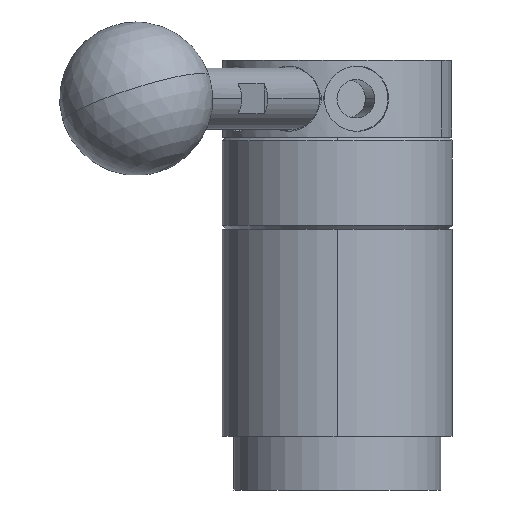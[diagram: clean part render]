
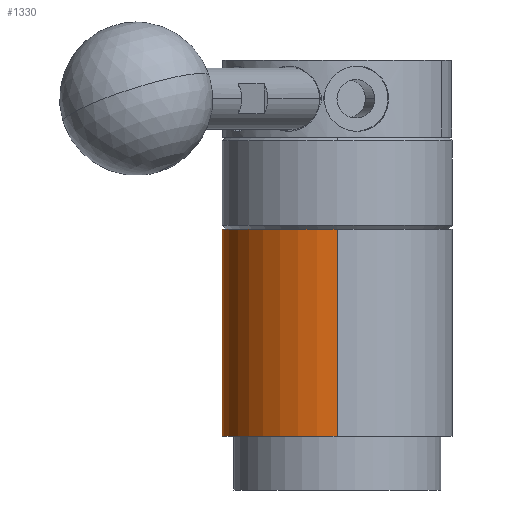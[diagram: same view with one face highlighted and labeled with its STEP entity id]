
A CAD part, left-side view. The second image highlights one B-rep face of the part: STEP entity #1330.
In plain terms, the highlighted cylindrical face has radius 15 mm (diameter 30 mm), a partial arc.
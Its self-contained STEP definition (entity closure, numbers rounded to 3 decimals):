
#130 = DIRECTION ( 'NONE',  ( 1., 0., 0. ) ) ;
#149 = CARTESIAN_POINT ( 'NONE',  ( -15., 0., 27. ) ) ;
#174 = DIRECTION ( 'NONE',  ( 0., 0., 1. ) ) ;
#303 = ORIENTED_EDGE ( 'NONE', *, *, #673, .F. ) ;
#362 = ORIENTED_EDGE ( 'NONE', *, *, #2276, .T. ) ;
#468 = CIRCLE ( 'NONE', #3774, 15. ) ;
#673 = EDGE_CURVE ( 'NONE', #3771, #3997, #3093, .T. ) ;
#740 = AXIS2_PLACEMENT_3D ( 'NONE', #2387, #174, #130 ) ;
#986 = VERTEX_POINT ( 'NONE', #2970 ) ;
#1010 = AXIS2_PLACEMENT_3D ( 'NONE', #1334, #1629, #2307 ) ;
#1330 = ADVANCED_FACE ( 'NONE', ( #2663 ), #1373, .T. ) ;
#1334 = CARTESIAN_POINT ( 'NONE',  ( 0., 0., 27. ) ) ;
#1373 = CYLINDRICAL_SURFACE ( 'NONE', #1010, 15. ) ;
#1430 = DIRECTION ( 'NONE',  ( 0., 0., 1. ) ) ;
#1577 = ORIENTED_EDGE ( 'NONE', *, *, #3528, .F. ) ;
#1629 = DIRECTION ( 'NONE',  ( 0., 0., 1. ) ) ;
#1737 = LINE ( 'NONE', #149, #3645 ) ;
#1878 = CARTESIAN_POINT ( 'NONE',  ( 0., 0., 0. ) ) ;
#1887 = CIRCLE ( 'NONE', #740, 15. ) ;
#2072 = CARTESIAN_POINT ( 'NONE',  ( 15., 0., 27. ) ) ;
#2202 = DIRECTION ( 'NONE',  ( 0., 0., 1. ) ) ;
#2243 = DIRECTION ( 'NONE',  ( 1., 0., 0. ) ) ;
#2276 = EDGE_CURVE ( 'NONE', #3771, #986, #468, .T. ) ;
#2307 = DIRECTION ( 'NONE',  ( 1., 0., 0. ) ) ;
#2387 = CARTESIAN_POINT ( 'NONE',  ( 0., 0., 27. ) ) ;
#2625 = VECTOR ( 'NONE', #2777, 1000. ) ;
#2663 = FACE_OUTER_BOUND ( 'NONE', #2822, .T. ) ;
#2777 = DIRECTION ( 'NONE',  ( 0., 0., 1. ) ) ;
#2790 = VERTEX_POINT ( 'NONE', #3137 ) ;
#2822 = EDGE_LOOP ( 'NONE', ( #362, #4101, #1577, #303 ) ) ;
#2970 = CARTESIAN_POINT ( 'NONE',  ( -15., 0., 0. ) ) ;
#3093 = LINE ( 'NONE', #3747, #2625 ) ;
#3137 = CARTESIAN_POINT ( 'NONE',  ( -15., 0., 27. ) ) ;
#3219 = EDGE_CURVE ( 'NONE', #986, #2790, #1737, .T. ) ;
#3492 = CARTESIAN_POINT ( 'NONE',  ( 15., 0., 0. ) ) ;
#3528 = EDGE_CURVE ( 'NONE', #3997, #2790, #1887, .T. ) ;
#3645 = VECTOR ( 'NONE', #1430, 1000. ) ;
#3747 = CARTESIAN_POINT ( 'NONE',  ( 15., 0., 27. ) ) ;
#3771 = VERTEX_POINT ( 'NONE', #3492 ) ;
#3774 = AXIS2_PLACEMENT_3D ( 'NONE', #1878, #2202, #2243 ) ;
#3997 = VERTEX_POINT ( 'NONE', #2072 ) ;
#4101 = ORIENTED_EDGE ( 'NONE', *, *, #3219, .T. ) ;
